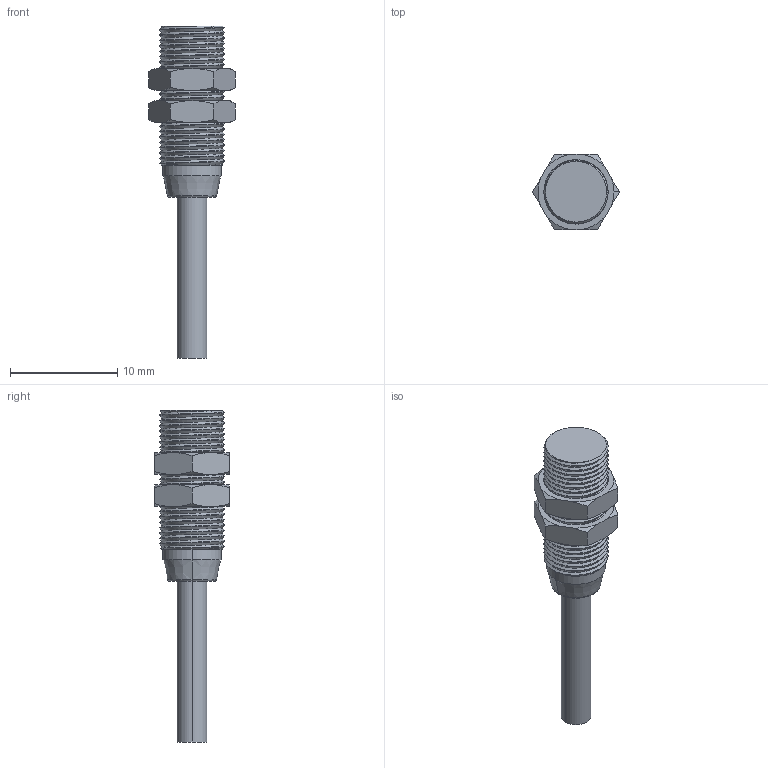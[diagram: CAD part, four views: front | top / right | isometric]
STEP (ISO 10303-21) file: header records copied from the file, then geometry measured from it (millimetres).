
FILE_DESCRIPTION (( 'STEP AP214' ), '1' );
FILE_NAME ('MR-P26.STEP', '2015-09-23T06:07:18', ( '' ), ( '' ), 'SwSTEP 2.0', 'SolidWorks 2013', '' );
FILE_SCHEMA (( 'AUTOMOTIVE_DESIGN' ));
Length unit declared in the file: millimetre
Products named in the file (1): MR-P26
Bounding box: 8.08 x 7 x 31 mm (x, y, z)
Volume: 557.5 mm3; surface area: 747.9 mm2
Topology: 3 solids, 3 shells, 121 faces, 329 edges, 217 vertices
Faces by surface type: cylinder 60, cone 36, plane 21, torus 2, bspline 2
Entity records: 6322 total; most frequent: CARTESIAN_POINT 3503, ORIENTED_EDGE 658, DIRECTION 467, EDGE_CURVE 329, VERTEX_POINT 217, AXIS2_PLACEMENT_3D 181, EDGE_LOOP 128, FACE_OUTER_BOUND 121
